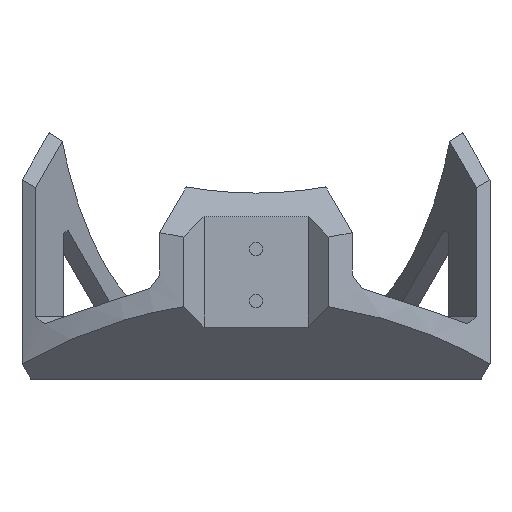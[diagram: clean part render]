
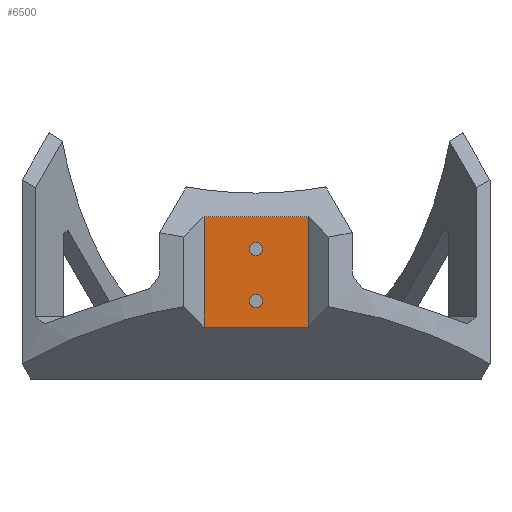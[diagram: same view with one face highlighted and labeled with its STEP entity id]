
A CAD part, left-side view. The second image highlights one B-rep face of the part: STEP entity #6500.
In plain terms, the highlighted planar face has unit normal (-1, 0, 0).
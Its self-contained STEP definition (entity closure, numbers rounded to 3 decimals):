
#493 = PLANE('',#494);
#494 = AXIS2_PLACEMENT_3D('',#495,#496,#497);
#495 = CARTESIAN_POINT('',(130.815,-200.,152.028));
#496 = DIRECTION('',(0.707,0.,-0.707));
#497 = DIRECTION('',(-0.707,0.,-0.707));
#566 = PLANE('',#567);
#567 = AXIS2_PLACEMENT_3D('',#568,#569,#570);
#568 = CARTESIAN_POINT('',(-85.,10.,0.));
#569 = DIRECTION('',(0.707,0.707,0.)
  );
#570 = DIRECTION('',(-0.707,0.707,0.)
  );
#624 = PLANE('',#625);
#625 = AXIS2_PLACEMENT_3D('',#626,#627,#628);
#626 = CARTESIAN_POINT('',(-90.,0.,-80.));
#627 = DIRECTION('',(0.707,-0.,0.707));
#628 = DIRECTION('',(0.707,0.,-0.707));
#1178 = VERTEX_POINT('',#1179);
#1179 = CARTESIAN_POINT('',(-85.,10.,-85.));
#1200 = EDGE_CURVE('',#1178,#1201,#1203,.T.);
#1201 = VERTEX_POINT('',#1202);
#1202 = CARTESIAN_POINT('',(-85.,-10.,-85.));
#1203 = SURFACE_CURVE('',#1204,(#1208,#1215),.PCURVE_S1.);
#1204 = LINE('',#1205,#1206);
#1205 = CARTESIAN_POINT('',(-85.,-5.,-85.));
#1206 = VECTOR('',#1207,1.);
#1207 = DIRECTION('',(-0.,-1.,0.));
#1208 = PCURVE('',#624,#1209);
#1209 = DEFINITIONAL_REPRESENTATION('',(#1210),#1214);
#1210 = LINE('',#1211,#1212);
#1211 = CARTESIAN_POINT('',(7.071,-5.));
#1212 = VECTOR('',#1213,1.);
#1213 = DIRECTION('',(-0.,-1.));
#1214 = ( GEOMETRIC_REPRESENTATION_CONTEXT(2) 
PARAMETRIC_REPRESENTATION_CONTEXT() REPRESENTATION_CONTEXT('2D SPACE',''
  ) );
#1215 = PCURVE('',#1216,#1221);
#1216 = PLANE('',#1217);
#1217 = AXIS2_PLACEMENT_3D('',#1218,#1219,#1220);
#1218 = CARTESIAN_POINT('',(-85.,-10.,0.));
#1219 = DIRECTION('',(1.,0.,0.));
#1220 = DIRECTION('',(0.,1.,0.));
#1221 = DEFINITIONAL_REPRESENTATION('',(#1222),#1226);
#1222 = LINE('',#1223,#1224);
#1223 = CARTESIAN_POINT('',(5.,-85.));
#1224 = VECTOR('',#1225,1.);
#1225 = DIRECTION('',(-1.,0.));
#1226 = ( GEOMETRIC_REPRESENTATION_CONTEXT(2) 
PARAMETRIC_REPRESENTATION_CONTEXT() REPRESENTATION_CONTEXT('2D SPACE',''
  ) );
#1244 = PLANE('',#1245);
#1245 = AXIS2_PLACEMENT_3D('',#1246,#1247,#1248);
#1246 = CARTESIAN_POINT('',(-95.,-20.,0.));
#1247 = DIRECTION('',(0.707,-0.707,0.
    ));
#1248 = DIRECTION('',(0.707,0.707,0.)
  );
#1335 = VERTEX_POINT('',#1336);
#1336 = CARTESIAN_POINT('',(-85.,10.,-63.787));
#1357 = EDGE_CURVE('',#1335,#1178,#1358,.T.);
#1358 = SURFACE_CURVE('',#1359,(#1363,#1370),.PCURVE_S1.);
#1359 = LINE('',#1360,#1361);
#1360 = CARTESIAN_POINT('',(-85.,10.,0.));
#1361 = VECTOR('',#1362,1.);
#1362 = DIRECTION('',(0.,0.,-1.));
#1363 = PCURVE('',#566,#1364);
#1364 = DEFINITIONAL_REPRESENTATION('',(#1365),#1369);
#1365 = LINE('',#1366,#1367);
#1366 = CARTESIAN_POINT('',(0.,0.));
#1367 = VECTOR('',#1368,1.);
#1368 = DIRECTION('',(0.,-1.));
#1369 = ( GEOMETRIC_REPRESENTATION_CONTEXT(2) 
PARAMETRIC_REPRESENTATION_CONTEXT() REPRESENTATION_CONTEXT('2D SPACE',''
  ) );
#1370 = PCURVE('',#1216,#1371);
#1371 = DEFINITIONAL_REPRESENTATION('',(#1372),#1376);
#1372 = LINE('',#1373,#1374);
#1373 = CARTESIAN_POINT('',(20.,0.));
#1374 = VECTOR('',#1375,1.);
#1375 = DIRECTION('',(0.,-1.));
#1376 = ( GEOMETRIC_REPRESENTATION_CONTEXT(2) 
PARAMETRIC_REPRESENTATION_CONTEXT() REPRESENTATION_CONTEXT('2D SPACE',''
  ) );
#1756 = VERTEX_POINT('',#1757);
#1757 = CARTESIAN_POINT('',(-85.,-10.,-63.787));
#1778 = EDGE_CURVE('',#1335,#1756,#1779,.T.);
#1779 = SURFACE_CURVE('',#1780,(#1784,#1791),.PCURVE_S1.);
#1780 = LINE('',#1781,#1782);
#1781 = CARTESIAN_POINT('',(-85.,-105.,-63.787));
#1782 = VECTOR('',#1783,1.);
#1783 = DIRECTION('',(-0.,-1.,0.));
#1784 = PCURVE('',#493,#1785);
#1785 = DEFINITIONAL_REPRESENTATION('',(#1786),#1790);
#1786 = LINE('',#1787,#1788);
#1787 = CARTESIAN_POINT('',(305.208,95.));
#1788 = VECTOR('',#1789,1.);
#1789 = DIRECTION('',(-0.,-1.));
#1790 = ( GEOMETRIC_REPRESENTATION_CONTEXT(2) 
PARAMETRIC_REPRESENTATION_CONTEXT() REPRESENTATION_CONTEXT('2D SPACE',''
  ) );
#1791 = PCURVE('',#1216,#1792);
#1792 = DEFINITIONAL_REPRESENTATION('',(#1793),#1797);
#1793 = LINE('',#1794,#1795);
#1794 = CARTESIAN_POINT('',(-95.,-63.787));
#1795 = VECTOR('',#1796,1.);
#1796 = DIRECTION('',(-1.,0.));
#1797 = ( GEOMETRIC_REPRESENTATION_CONTEXT(2) 
PARAMETRIC_REPRESENTATION_CONTEXT() REPRESENTATION_CONTEXT('2D SPACE',''
  ) );
#6477 = EDGE_CURVE('',#1756,#1201,#6478,.T.);
#6478 = SURFACE_CURVE('',#6479,(#6483,#6490),.PCURVE_S1.);
#6479 = LINE('',#6480,#6481);
#6480 = CARTESIAN_POINT('',(-85.,-10.,0.));
#6481 = VECTOR('',#6482,1.);
#6482 = DIRECTION('',(0.,0.,-1.));
#6483 = PCURVE('',#1244,#6484);
#6484 = DEFINITIONAL_REPRESENTATION('',(#6485),#6489);
#6485 = LINE('',#6486,#6487);
#6486 = CARTESIAN_POINT('',(14.142,0.));
#6487 = VECTOR('',#6488,1.);
#6488 = DIRECTION('',(0.,-1.));
#6489 = ( GEOMETRIC_REPRESENTATION_CONTEXT(2) 
PARAMETRIC_REPRESENTATION_CONTEXT() REPRESENTATION_CONTEXT('2D SPACE',''
  ) );
#6490 = PCURVE('',#1216,#6491);
#6491 = DEFINITIONAL_REPRESENTATION('',(#6492),#6496);
#6492 = LINE('',#6493,#6494);
#6493 = CARTESIAN_POINT('',(0.,0.));
#6494 = VECTOR('',#6495,1.);
#6495 = DIRECTION('',(0.,-1.));
#6496 = ( GEOMETRIC_REPRESENTATION_CONTEXT(2) 
PARAMETRIC_REPRESENTATION_CONTEXT() REPRESENTATION_CONTEXT('2D SPACE',''
  ) );
#6500 = ADVANCED_FACE('',(#6501,#6507,#6542),#1216,.F.);
#6501 = FACE_BOUND('',#6502,.F.);
#6502 = EDGE_LOOP('',(#6503,#6504,#6505,#6506));
#6503 = ORIENTED_EDGE('',*,*,#1357,.F.);
#6504 = ORIENTED_EDGE('',*,*,#1778,.T.);
#6505 = ORIENTED_EDGE('',*,*,#6477,.T.);
#6506 = ORIENTED_EDGE('',*,*,#1200,.F.);
#6507 = FACE_BOUND('',#6508,.F.);
#6508 = EDGE_LOOP('',(#6509));
#6509 = ORIENTED_EDGE('',*,*,#6510,.T.);
#6510 = EDGE_CURVE('',#6511,#6511,#6513,.T.);
#6511 = VERTEX_POINT('',#6512);
#6512 = CARTESIAN_POINT('',(-85.,1.25,-80.));
#6513 = SURFACE_CURVE('',#6514,(#6519,#6530),.PCURVE_S1.);
#6514 = CIRCLE('',#6515,1.25);
#6515 = AXIS2_PLACEMENT_3D('',#6516,#6517,#6518);
#6516 = CARTESIAN_POINT('',(-85.,0.,-80.));
#6517 = DIRECTION('',(-1.,0.,0.));
#6518 = DIRECTION('',(0.,1.,0.));
#6519 = PCURVE('',#1216,#6520);
#6520 = DEFINITIONAL_REPRESENTATION('',(#6521),#6529);
#6521 = ( BOUNDED_CURVE() B_SPLINE_CURVE(2,(#6522,#6523,#6524,#6525,
#6526,#6527,#6528),.UNSPECIFIED.,.T.,.F.) B_SPLINE_CURVE_WITH_KNOTS((1,2
    ,2,2,2,1),(-2.094,0.,2.094,4.189,
6.283,8.378),.UNSPECIFIED.) CURVE() 
GEOMETRIC_REPRESENTATION_ITEM() RATIONAL_B_SPLINE_CURVE((1.,0.5,1.,0.5,
1.,0.5,1.)) REPRESENTATION_ITEM('') );
#6522 = CARTESIAN_POINT('',(11.25,-80.));
#6523 = CARTESIAN_POINT('',(11.25,-82.165));
#6524 = CARTESIAN_POINT('',(9.375,-81.083));
#6525 = CARTESIAN_POINT('',(7.5,-80.));
#6526 = CARTESIAN_POINT('',(9.375,-78.917));
#6527 = CARTESIAN_POINT('',(11.25,-77.835));
#6528 = CARTESIAN_POINT('',(11.25,-80.));
#6529 = ( GEOMETRIC_REPRESENTATION_CONTEXT(2) 
PARAMETRIC_REPRESENTATION_CONTEXT() REPRESENTATION_CONTEXT('2D SPACE',''
  ) );
#6530 = PCURVE('',#6531,#6536);
#6531 = CYLINDRICAL_SURFACE('',#6532,1.25);
#6532 = AXIS2_PLACEMENT_3D('',#6533,#6534,#6535);
#6533 = CARTESIAN_POINT('',(-85.,0.,-80.));
#6534 = DIRECTION('',(-1.,0.,0.));
#6535 = DIRECTION('',(0.,1.,0.));
#6536 = DEFINITIONAL_REPRESENTATION('',(#6537),#6541);
#6537 = LINE('',#6538,#6539);
#6538 = CARTESIAN_POINT('',(0.,0.));
#6539 = VECTOR('',#6540,1.);
#6540 = DIRECTION('',(1.,0.));
#6541 = ( GEOMETRIC_REPRESENTATION_CONTEXT(2) 
PARAMETRIC_REPRESENTATION_CONTEXT() REPRESENTATION_CONTEXT('2D SPACE',''
  ) );
#6542 = FACE_BOUND('',#6543,.F.);
#6543 = EDGE_LOOP('',(#6544));
#6544 = ORIENTED_EDGE('',*,*,#6545,.T.);
#6545 = EDGE_CURVE('',#6546,#6546,#6548,.T.);
#6546 = VERTEX_POINT('',#6547);
#6547 = CARTESIAN_POINT('',(-85.,1.25,-70.));
#6548 = SURFACE_CURVE('',#6549,(#6554,#6565),.PCURVE_S1.);
#6549 = CIRCLE('',#6550,1.25);
#6550 = AXIS2_PLACEMENT_3D('',#6551,#6552,#6553);
#6551 = CARTESIAN_POINT('',(-85.,0.,-70.));
#6552 = DIRECTION('',(-1.,0.,0.));
#6553 = DIRECTION('',(0.,1.,0.));
#6554 = PCURVE('',#1216,#6555);
#6555 = DEFINITIONAL_REPRESENTATION('',(#6556),#6564);
#6556 = ( BOUNDED_CURVE() B_SPLINE_CURVE(2,(#6557,#6558,#6559,#6560,
#6561,#6562,#6563),.UNSPECIFIED.,.T.,.F.) B_SPLINE_CURVE_WITH_KNOTS((1,2
    ,2,2,2,1),(-2.094,0.,2.094,4.189,
6.283,8.378),.UNSPECIFIED.) CURVE() 
GEOMETRIC_REPRESENTATION_ITEM() RATIONAL_B_SPLINE_CURVE((1.,0.5,1.,0.5,
1.,0.5,1.)) REPRESENTATION_ITEM('') );
#6557 = CARTESIAN_POINT('',(11.25,-70.));
#6558 = CARTESIAN_POINT('',(11.25,-72.165));
#6559 = CARTESIAN_POINT('',(9.375,-71.083));
#6560 = CARTESIAN_POINT('',(7.5,-70.));
#6561 = CARTESIAN_POINT('',(9.375,-68.917));
#6562 = CARTESIAN_POINT('',(11.25,-67.835));
#6563 = CARTESIAN_POINT('',(11.25,-70.));
#6564 = ( GEOMETRIC_REPRESENTATION_CONTEXT(2) 
PARAMETRIC_REPRESENTATION_CONTEXT() REPRESENTATION_CONTEXT('2D SPACE',''
  ) );
#6565 = PCURVE('',#6566,#6571);
#6566 = CYLINDRICAL_SURFACE('',#6567,1.25);
#6567 = AXIS2_PLACEMENT_3D('',#6568,#6569,#6570);
#6568 = CARTESIAN_POINT('',(-85.,0.,-70.));
#6569 = DIRECTION('',(-1.,0.,0.));
#6570 = DIRECTION('',(0.,1.,0.));
#6571 = DEFINITIONAL_REPRESENTATION('',(#6572),#6576);
#6572 = LINE('',#6573,#6574);
#6573 = CARTESIAN_POINT('',(0.,0.));
#6574 = VECTOR('',#6575,1.);
#6575 = DIRECTION('',(1.,0.));
#6576 = ( GEOMETRIC_REPRESENTATION_CONTEXT(2) 
PARAMETRIC_REPRESENTATION_CONTEXT() REPRESENTATION_CONTEXT('2D SPACE',''
  ) );
